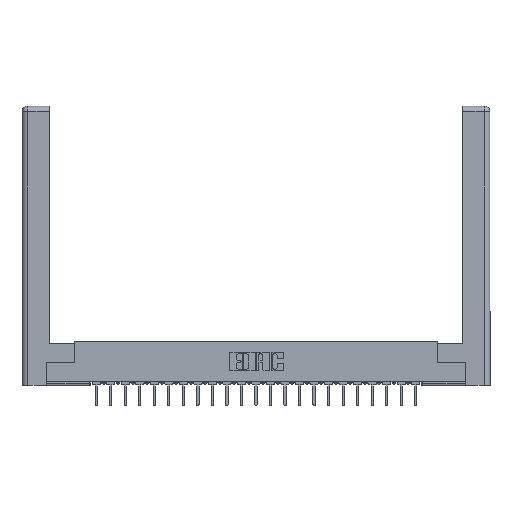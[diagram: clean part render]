
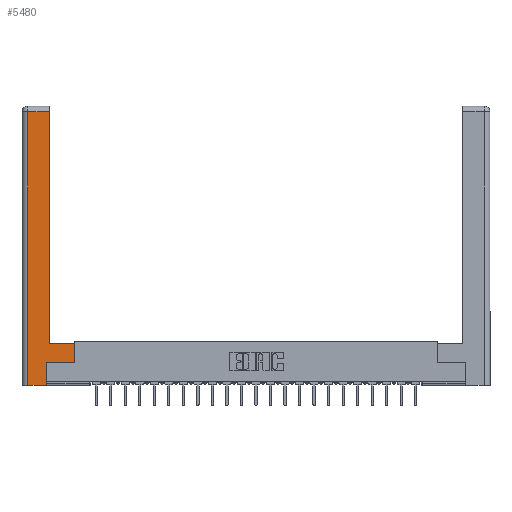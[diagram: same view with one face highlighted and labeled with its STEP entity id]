
A CAD part, top view. The second image highlights one B-rep face of the part: STEP entity #5480.
In plain terms, the highlighted planar face has unit normal (0, 0, 1).
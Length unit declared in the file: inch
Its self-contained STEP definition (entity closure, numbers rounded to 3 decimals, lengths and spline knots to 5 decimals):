
#86 = CARTESIAN_POINT ( 'NONE',  ( 0.565, 0.245, 0. ) ) ;
#610 = VERTEX_POINT ( 'NONE', #3906 ) ;
#1015 = EDGE_LOOP ( 'NONE', ( #11084, #19104, #7538, #8158, #20244, #14666, #14376, #22560 ) ) ;
#1617 = VERTEX_POINT ( 'NONE', #16567 ) ;
#1660 = EDGE_CURVE ( 'NONE', #18182, #1617, #10441, .T. ) ;
#2325 = VECTOR ( 'NONE', #22845, 39.37008 ) ;
#3906 = CARTESIAN_POINT ( 'NONE',  ( 0.265, 0.245, 0. ) ) ;
#4191 = EDGE_CURVE ( 'NONE', #610, #15166, #12268, .T. ) ;
#4199 = EDGE_CURVE ( 'NONE', #20292, #610, #4412, .T. ) ;
#4412 = LINE ( 'NONE', #19926, #8416 ) ;
#4780 = DIRECTION ( 'NONE',  ( -1., 0., 0. ) ) ;
#4812 = CARTESIAN_POINT ( 'NONE',  ( 0.295, 0.45, 0. ) ) ;
#5011 = LINE ( 'NONE', #14276, #9362 ) ;
#5480 = ADVANCED_FACE ( 'NONE', ( #8379 ), #15916, .F. ) ;
#5826 = VECTOR ( 'NONE', #16325, 39.37008 ) ;
#6826 = EDGE_CURVE ( 'NONE', #8801, #11822, #15867, .T. ) ;
#7538 = ORIENTED_EDGE ( 'NONE', *, *, #10407, .T. ) ;
#7628 = VECTOR ( 'NONE', #15911, 39.37008 ) ;
#7667 = CARTESIAN_POINT ( 'NONE',  ( 0.0615, 0., 0. ) ) ;
#7672 = DIRECTION ( 'NONE',  ( 1., 0., 0. ) ) ;
#7736 = EDGE_CURVE ( 'NONE', #1617, #8801, #17786, .T. ) ;
#8158 = ORIENTED_EDGE ( 'NONE', *, *, #19399, .T. ) ;
#8249 = DIRECTION ( 'NONE',  ( 0., 1., 0. ) ) ;
#8375 = DIRECTION ( 'NONE',  ( 0., 1., 0. ) ) ;
#8379 = FACE_OUTER_BOUND ( 'NONE', #1015, .T. ) ;
#8416 = VECTOR ( 'NONE', #8375, 39.37008 ) ;
#8801 = VERTEX_POINT ( 'NONE', #12932 ) ;
#9362 = VECTOR ( 'NONE', #14387, 39.37008 ) ;
#10398 = CARTESIAN_POINT ( 'NONE',  ( 0., 0., 0. ) ) ;
#10407 = EDGE_CURVE ( 'NONE', #11822, #22213, #15587, .T. ) ;
#10441 = LINE ( 'NONE', #4812, #5826 ) ;
#10919 = VECTOR ( 'NONE', #21136, 39.37008 ) ;
#11084 = ORIENTED_EDGE ( 'NONE', *, *, #7736, .T. ) ;
#11160 = VECTOR ( 'NONE', #7672, 39.37008 ) ;
#11607 = CARTESIAN_POINT ( 'NONE',  ( 0.265, 0., 0. ) ) ;
#11735 = VECTOR ( 'NONE', #8249, 39.37008 ) ;
#11822 = VERTEX_POINT ( 'NONE', #14217 ) ;
#12268 = LINE ( 'NONE', #15669, #7628 ) ;
#12932 = CARTESIAN_POINT ( 'NONE',  ( 0.295, 2.94, 0. ) ) ;
#13276 = AXIS2_PLACEMENT_3D ( 'NONE', #10398, #16039, #4780 ) ;
#14217 = CARTESIAN_POINT ( 'NONE',  ( 0.0615, 2.94, 0. ) ) ;
#14276 = CARTESIAN_POINT ( 'NONE',  ( 0.565, 0.45, 0. ) ) ;
#14376 = ORIENTED_EDGE ( 'NONE', *, *, #15892, .T. ) ;
#14387 = DIRECTION ( 'NONE',  ( 0., 1., 0. ) ) ;
#14666 = ORIENTED_EDGE ( 'NONE', *, *, #4191, .T. ) ;
#15166 = VERTEX_POINT ( 'NONE', #86 ) ;
#15587 = LINE ( 'NONE', #23210, #2325 ) ;
#15669 = CARTESIAN_POINT ( 'NONE',  ( 0.565, 0.245, 0. ) ) ;
#15867 = LINE ( 'NONE', #17497, #10919 ) ;
#15892 = EDGE_CURVE ( 'NONE', #15166, #18182, #5011, .T. ) ;
#15911 = DIRECTION ( 'NONE',  ( 1., 0., 0. ) ) ;
#15916 = PLANE ( 'NONE',  #13276 ) ;
#16039 = DIRECTION ( 'NONE',  ( 0., 0., -1. ) ) ;
#16325 = DIRECTION ( 'NONE',  ( -1., 0., 0. ) ) ;
#16567 = CARTESIAN_POINT ( 'NONE',  ( 0.295, 0.45, 0. ) ) ;
#17497 = CARTESIAN_POINT ( 'NONE',  ( 0.0615, 2.94, 0. ) ) ;
#17786 = LINE ( 'NONE', #19541, #11735 ) ;
#18182 = VERTEX_POINT ( 'NONE', #19696 ) ;
#19104 = ORIENTED_EDGE ( 'NONE', *, *, #6826, .T. ) ;
#19399 = EDGE_CURVE ( 'NONE', #22213, #20292, #20964, .T. ) ;
#19462 = CARTESIAN_POINT ( 'NONE',  ( 0.265, 0., 0. ) ) ;
#19541 = CARTESIAN_POINT ( 'NONE',  ( 0.295, 3., 0. ) ) ;
#19696 = CARTESIAN_POINT ( 'NONE',  ( 0.565, 0.45, 0. ) ) ;
#19926 = CARTESIAN_POINT ( 'NONE',  ( 0.265, 0.245, 0. ) ) ;
#20244 = ORIENTED_EDGE ( 'NONE', *, *, #4199, .T. ) ;
#20292 = VERTEX_POINT ( 'NONE', #11607 ) ;
#20964 = LINE ( 'NONE', #19462, #11160 ) ;
#21136 = DIRECTION ( 'NONE',  ( -1., 0., 0. ) ) ;
#22213 = VERTEX_POINT ( 'NONE', #7667 ) ;
#22560 = ORIENTED_EDGE ( 'NONE', *, *, #1660, .T. ) ;
#22845 = DIRECTION ( 'NONE',  ( 0., -1., 0. ) ) ;
#23210 = CARTESIAN_POINT ( 'NONE',  ( 0.0615, 0., 0. ) ) ;
